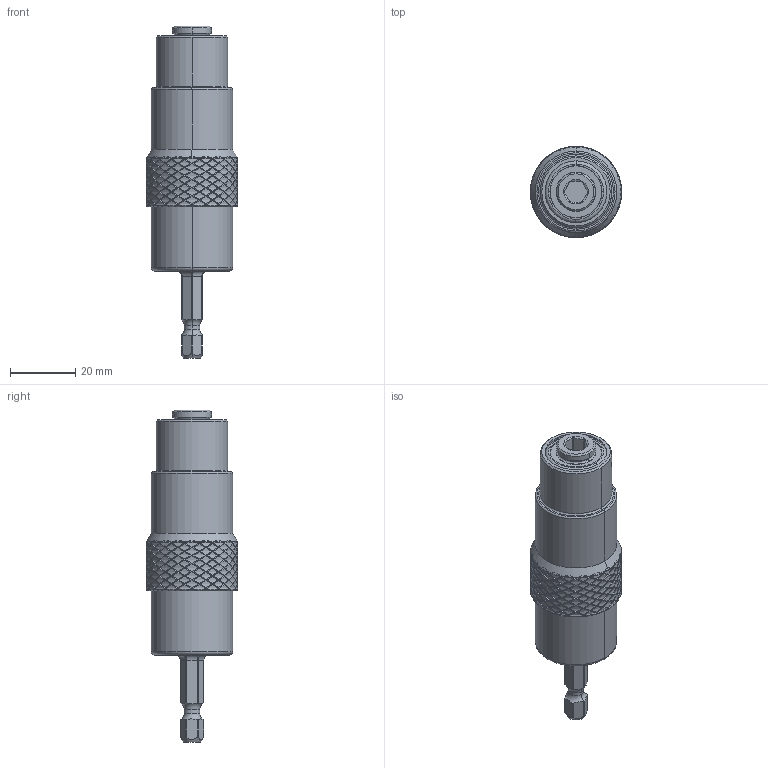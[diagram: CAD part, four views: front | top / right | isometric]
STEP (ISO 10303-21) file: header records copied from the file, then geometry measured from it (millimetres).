
FILE_DESCRIPTION((''),'2;1');
FILE_NAME('4027106211_ASM','2023-08-30T12:36:28',('a00565553'),(''),'CREO PARAMETRIC BY PTC INC, 2022414','CREO PARAMETRIC BY PTC INC, 2022414','');
FILE_SCHEMA(('CONFIG_CONTROL_DESIGN','GEOMETRIC_VALIDATION_PROPERTIES_MIM'));
Products named in the file (1): 4027106211_ASM
Bounding box: 28 x 28 x 102 mm (x, y, z)
Surface area: 12203.8 mm2 (no closed solid volume)
Topology: 0 solids, 7 shells, 1485 faces, 3199 edges, 1724 vertices
Faces by surface type: bspline 1040, cylinder 330, torus 68, plane 33, cone 14
Entity records: 77612 total; most frequent: CARTESIAN_POINT 43372, ORIENTED_EDGE 6352, EDGE_CURVE 3199, B_SPLINE_CURVE_WITH_KNOTS 2328, DIRECTION 2056, VERTEX_POINT 1724, EDGE_LOOP 1499, FACE_OUTER_BOUND 1485
